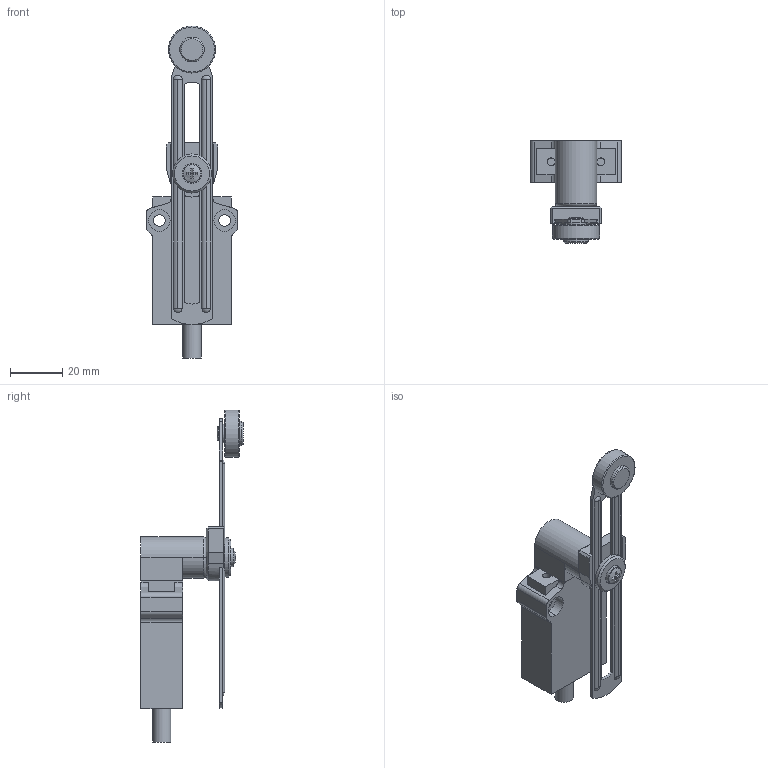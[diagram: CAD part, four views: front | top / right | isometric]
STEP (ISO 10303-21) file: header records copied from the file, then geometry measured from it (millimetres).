
FILE_DESCRIPTION (( 'STEP AP203' ), '1' );
FILE_NAME ('AEM2G51Z11-3_Default.step', '2022-04-01T15:32:39', ( 'Windows User' ), ( '' ), 'SwSTEP 2.0', 'SolidWorks 2021', '' );
FILE_SCHEMA (( 'CONFIG_CONTROL_DESIGN' ));
Length unit declared in the file: inch
Products named in the file (1): AEM2G51Z11-3_Default
Bounding box: 35 x 39.22 x 127.22 mm (x, y, z)
Volume: 33622.9 mm3; surface area: 14215.4 mm2
Topology: 4 solids, 4 shells, 194 faces, 493 edges, 320 vertices
Faces by surface type: plane 98, cylinder 75, torus 13, bspline 5, cone 3
Full cylindrical faces by diameter (mm): 5 x1, 5.415 x1, 6.035 x1, 7 x1, 7.308 x1, 7.62 x1, 9.414 x1, 14.986 x1, 18.034 x1
Entity records: 6140 total; most frequent: CARTESIAN_POINT 1371, DIRECTION 984, ORIENTED_EDGE 952, EDGE_CURVE 476, AXIS2_PLACEMENT_3D 362, VERTEX_POINT 317, VECTOR 260, LINE 260
